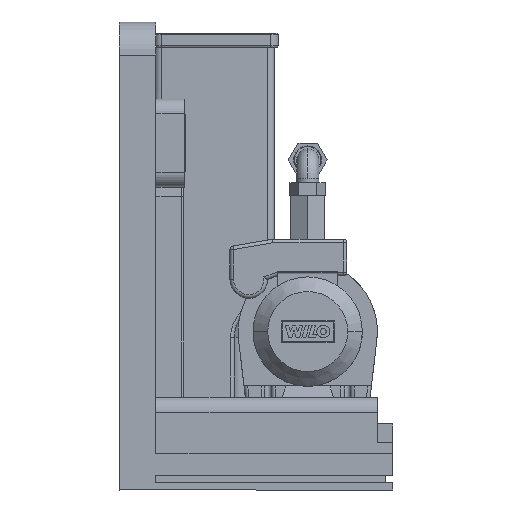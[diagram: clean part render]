
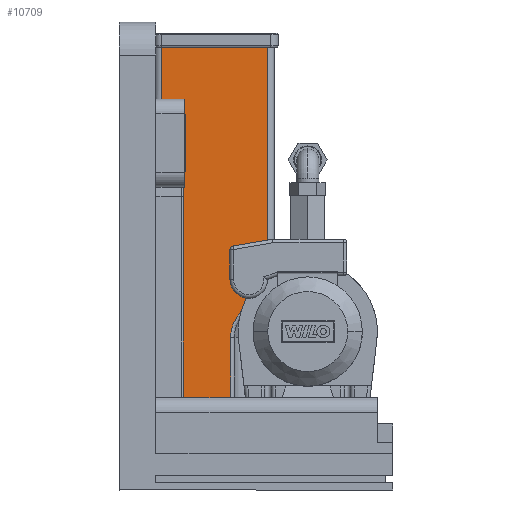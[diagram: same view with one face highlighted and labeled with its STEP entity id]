
A CAD part, left-side view. The second image highlights one B-rep face of the part: STEP entity #10709.
In plain terms, the highlighted planar face has unit normal (-1, 0, 0).
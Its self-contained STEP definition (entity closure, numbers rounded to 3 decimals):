
#10218=CARTESIAN_POINT('',(124.5,-57.5,457.446));
#10219=VERTEX_POINT('',#10218);
#10231=CARTESIAN_POINT('',(124.5,-85.,457.446));
#10232=VERTEX_POINT('',#10231);
#10233=CARTESIAN_POINT('',(124.5,-85.,457.446));
#10234=DIRECTION('',(0.0,1.0,0.0));
#10235=VECTOR('',#10234,27.5);
#10236=LINE('',#10233,#10235);
#10237=EDGE_CURVE('',#10232,#10219,#10236,.T.);
#10263=CARTESIAN_POINT('',(124.5,-85.,523.693));
#10264=VERTEX_POINT('',#10263);
#10265=CARTESIAN_POINT('',(124.5,-87.5,521.063));
#10266=VERTEX_POINT('',#10265);
#10267=CARTESIAN_POINT('',(124.5,-85.,523.693));
#10268=CARTESIAN_POINT('',(124.5,-85.304,523.693));
#10269=CARTESIAN_POINT('',(124.5,-85.66,523.62));
#10270=CARTESIAN_POINT('',(124.5,-86.226,523.378));
#10271=CARTESIAN_POINT('',(124.5,-86.533,523.165));
#10272=CARTESIAN_POINT('',(124.5,-86.974,522.711));
#10273=CARTESIAN_POINT('',(124.5,-87.182,522.387));
#10274=CARTESIAN_POINT('',(124.5,-87.426,521.782));
#10275=CARTESIAN_POINT('',(124.5,-87.5,521.393));
#10276=CARTESIAN_POINT('',(124.5,-87.5,521.063));
#10277=B_SPLINE_CURVE_WITH_KNOTS('',3,(#10267,#10268,#10269,#10270,#10271,#10272,#10273,#10274,#10275,#10276),.UNSPECIFIED.,.F.,.U.,(4,2,2,2,4),(0.0,0.091,0.185,0.281,0.38),.UNSPECIFIED.);
#10278=EDGE_CURVE('',#10264,#10266,#10277,.T.);
#10313=CARTESIAN_POINT('',(124.5,-57.5,523.693));
#10314=VERTEX_POINT('',#10313);
#10334=CARTESIAN_POINT('',(124.5,-57.5,523.693));
#10335=DIRECTION('',(0.0,-1.0,0.0));
#10336=VECTOR('',#10335,27.5);
#10337=LINE('',#10334,#10336);
#10338=EDGE_CURVE('',#10314,#10264,#10337,.T.);
#10348=CARTESIAN_POINT('',(124.5,-87.5,460.467));
#10349=VERTEX_POINT('',#10348);
#10350=CARTESIAN_POINT('',(124.5,-87.5,460.467));
#10351=CARTESIAN_POINT('',(124.5,-87.5,460.074));
#10352=CARTESIAN_POINT('',(124.5,-87.419,459.61));
#10353=CARTESIAN_POINT('',(124.5,-87.158,458.903));
#10354=CARTESIAN_POINT('',(124.5,-86.941,458.528));
#10355=CARTESIAN_POINT('',(124.5,-86.488,458.017));
#10356=CARTESIAN_POINT('',(124.5,-86.183,457.781));
#10357=CARTESIAN_POINT('',(124.5,-85.629,457.524));
#10358=CARTESIAN_POINT('',(124.5,-85.29,457.446));
#10359=CARTESIAN_POINT('',(124.5,-85.,457.446));
#10360=B_SPLINE_CURVE_WITH_KNOTS('',3,(#10350,#10351,#10352,#10353,#10354,#10355,#10356,#10357,#10358,#10359),.UNSPECIFIED.,.F.,.U.,(4,2,2,2,4),(0.406,0.524,0.633,0.729,0.816),.UNSPECIFIED.);
#10361=EDGE_CURVE('',#10349,#10232,#10360,.T.);
#10388=CARTESIAN_POINT('',(124.5,-87.5,521.063));
#10389=DIRECTION('',(0.0,0.0,-1.0));
#10390=VECTOR('',#10389,60.596);
#10391=LINE('',#10388,#10390);
#10392=EDGE_CURVE('',#10266,#10349,#10391,.T.);
#10590=CARTESIAN_POINT('',(124.5,-47.5,328.));
#10591=DIRECTION('',(-1.0,0.0,0.0));
#10592=DIRECTION('',(0.0,-1.0,0.0));
#10593=AXIS2_PLACEMENT_3D('',#10590,#10591,#10592);
#10594=PLANE('',#10593);
#10595=ORIENTED_EDGE('',*,*,#10338,.T.);
#10596=ORIENTED_EDGE('',*,*,#10278,.T.);
#10597=ORIENTED_EDGE('',*,*,#10392,.T.);
#10598=ORIENTED_EDGE('',*,*,#10361,.T.);
#10599=ORIENTED_EDGE('',*,*,#10237,.T.);
#10600=CARTESIAN_POINT('',(124.5,-57.5,125.));
#10601=VERTEX_POINT('',#10600);
#10602=CARTESIAN_POINT('',(124.5,-57.5,125.));
#10603=DIRECTION('',(0.0,0.0,1.0));
#10604=VECTOR('',#10603,332.446);
#10605=LINE('',#10602,#10604);
#10606=EDGE_CURVE('',#10601,#10219,#10605,.T.);
#10607=ORIENTED_EDGE('',*,*,#10606,.F.);
#10608=CARTESIAN_POINT('',(124.5,-151.92,125.));
#10609=VERTEX_POINT('',#10608);
#10610=CARTESIAN_POINT('',(124.5,-151.92,125.));
#10611=DIRECTION('',(0.0,1.0,0.0));
#10612=VECTOR('',#10611,94.42);
#10613=LINE('',#10610,#10612);
#10614=EDGE_CURVE('',#10609,#10601,#10613,.T.);
#10615=ORIENTED_EDGE('',*,*,#10614,.F.);
#10616=CARTESIAN_POINT('',(124.5,-151.92,207.953));
#10617=VERTEX_POINT('',#10616);
#10618=CARTESIAN_POINT('',(124.5,-151.92,207.953));
#10619=DIRECTION('',(0.0,0.0,-1.0));
#10620=VECTOR('',#10619,82.953);
#10621=LINE('',#10618,#10620);
#10622=EDGE_CURVE('',#10617,#10609,#10621,.T.);
#10623=ORIENTED_EDGE('',*,*,#10622,.F.);
#10624=CARTESIAN_POINT('',(124.5,-176.5,249.717));
#10625=VERTEX_POINT('',#10624);
#10626=CARTESIAN_POINT('',(124.5,-176.5,249.717));
#10627=CARTESIAN_POINT('',(124.5,-174.856,248.98));
#10628=CARTESIAN_POINT('',(124.5,-173.312,248.052));
#10629=CARTESIAN_POINT('',(124.5,-168.725,244.885));
#10630=CARTESIAN_POINT('',(124.5,-165.928,242.299));
#10631=CARTESIAN_POINT('',(124.5,-159.515,234.79));
#10632=CARTESIAN_POINT('',(124.5,-156.464,229.389));
#10633=CARTESIAN_POINT('',(124.5,-152.801,218.61));
#10634=CARTESIAN_POINT('',(124.5,-151.92,213.239));
#10635=CARTESIAN_POINT('',(124.5,-151.92,207.953));
#10636=B_SPLINE_CURVE_WITH_KNOTS('',3,(#10626,#10627,#10628,#10629,#10630,#10631,#10632,#10633,#10634,#10635),.UNSPECIFIED.,.F.,.U.,(4,2,2,2,4),(-9.062,-8.523,-7.391,-5.578,-3.992),.UNSPECIFIED.);
#10637=EDGE_CURVE('',#10625,#10617,#10636,.T.);
#10638=ORIENTED_EDGE('',*,*,#10637,.F.);
#10639=CARTESIAN_POINT('',(124.5,-176.5,323.));
#10640=VERTEX_POINT('',#10639);
#10641=CARTESIAN_POINT('',(124.5,-176.5,323.));
#10642=DIRECTION('',(0.0,0.0,-1.0));
#10643=VECTOR('',#10642,73.283);
#10644=LINE('',#10641,#10643);
#10645=EDGE_CURVE('',#10640,#10625,#10644,.T.);
#10646=ORIENTED_EDGE('',*,*,#10645,.F.);
#10647=CARTESIAN_POINT('',(124.5,-182.582,332.201));
#10648=VERTEX_POINT('',#10647);
#10649=CARTESIAN_POINT('',(124.5,-182.582,332.201));
#10650=CARTESIAN_POINT('',(124.5,-181.959,331.935));
#10651=CARTESIAN_POINT('',(124.5,-181.357,331.604));
#10652=CARTESIAN_POINT('',(124.5,-180.154,330.768));
#10653=CARTESIAN_POINT('',(124.5,-179.569,330.25));
#10654=CARTESIAN_POINT('',(124.5,-178.727,329.31));
#10655=CARTESIAN_POINT('',(124.5,-178.427,328.922));
#10656=CARTESIAN_POINT('',(124.5,-178.023,328.311));
#10657=CARTESIAN_POINT('',(124.5,-177.896,328.102));
#10658=CARTESIAN_POINT('',(124.5,-177.586,327.549));
#10659=CARTESIAN_POINT('',(124.5,-177.416,327.199));
#10660=CARTESIAN_POINT('',(124.5,-177.029,326.269));
#10661=CARTESIAN_POINT('',(124.5,-176.843,325.671));
#10662=CARTESIAN_POINT('',(124.5,-176.572,324.381));
#10663=CARTESIAN_POINT('',(124.5,-176.5,323.687));
#10664=CARTESIAN_POINT('',(124.5,-176.5,323.));
#10665=B_SPLINE_CURVE_WITH_KNOTS('',3,(#10649,#10650,#10651,#10652,#10653,#10654,#10655,#10656,#10657,#10658,#10659,#10660,#10661,#10662,#10663,#10664),.UNSPECIFIED.,.F.,.U.,(4,2,2,2,2,2,2,4),(0.0,0.203,0.435,0.58,0.653,0.769,0.955,1.161),.UNSPECIFIED.);
#10666=EDGE_CURVE('',#10648,#10640,#10665,.T.);
#10667=ORIENTED_EDGE('',*,*,#10666,.F.);
#10668=CARTESIAN_POINT('',(124.5,-186.5,333.));
#10669=VERTEX_POINT('',#10668);
#10670=CARTESIAN_POINT('',(124.5,-186.5,323.));
#10671=DIRECTION('',(-1.0,0.0,0.0));
#10672=DIRECTION('',(0.0,-0.392,-0.92));
#10673=AXIS2_PLACEMENT_3D('',#10670,#10671,#10672);
#10674=CIRCLE('',#10673,10.);
#10675=EDGE_CURVE('',#10669,#10648,#10674,.T.);
#10676=ORIENTED_EDGE('',*,*,#10675,.F.);
#10677=CARTESIAN_POINT('',(124.5,-201.5,333.));
#10678=VERTEX_POINT('',#10677);
#10679=CARTESIAN_POINT('',(124.5,-201.5,333.));
#10680=DIRECTION('',(0.0,1.0,0.0));
#10681=VECTOR('',#10680,15.);
#10682=LINE('',#10679,#10681);
#10683=EDGE_CURVE('',#10678,#10669,#10682,.T.);
#10684=ORIENTED_EDGE('',*,*,#10683,.F.);
#10685=CARTESIAN_POINT('',(124.5,-201.5,603.));
#10686=VERTEX_POINT('',#10685);
#10687=CARTESIAN_POINT('',(124.5,-201.5,603.));
#10688=DIRECTION('',(0.0,0.0,-1.0));
#10689=VECTOR('',#10688,270.0);
#10690=LINE('',#10687,#10689);
#10691=EDGE_CURVE('',#10686,#10678,#10690,.T.);
#10692=ORIENTED_EDGE('',*,*,#10691,.F.);
#10693=CARTESIAN_POINT('',(124.5,-57.5,603.));
#10694=VERTEX_POINT('',#10693);
#10695=CARTESIAN_POINT('',(124.5,-201.5,603.));
#10696=DIRECTION('',(0.0,1.0,0.0));
#10697=VECTOR('',#10696,144.);
#10698=LINE('',#10695,#10697);
#10699=EDGE_CURVE('',#10686,#10694,#10698,.T.);
#10700=ORIENTED_EDGE('',*,*,#10699,.T.);
#10701=CARTESIAN_POINT('',(124.5,-57.5,523.693));
#10702=DIRECTION('',(0.0,0.0,1.0));
#10703=VECTOR('',#10702,79.307);
#10704=LINE('',#10701,#10703);
#10705=EDGE_CURVE('',#10314,#10694,#10704,.T.);
#10706=ORIENTED_EDGE('',*,*,#10705,.F.);
#10707=EDGE_LOOP('',(#10595,#10596,#10597,#10598,#10599,#10607,#10615,#10623,#10638,#10646,#10667,#10676,#10684,#10692,#10700,#10706));
#10708=FACE_OUTER_BOUND('',#10707,.T.);
#10709=ADVANCED_FACE('',(#10708),#10594,.T.);
